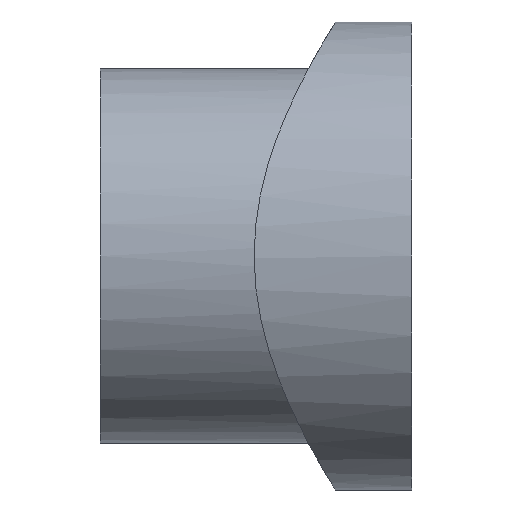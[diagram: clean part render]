
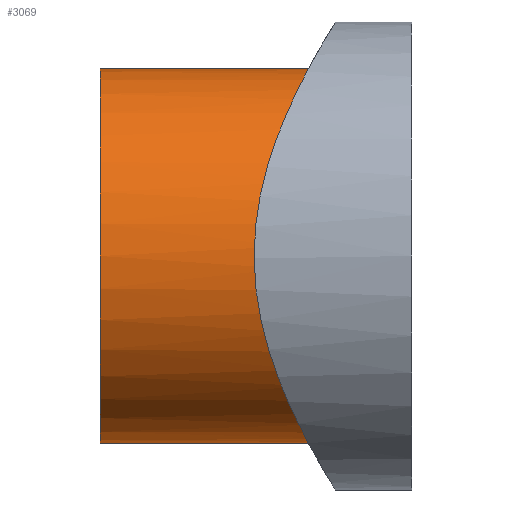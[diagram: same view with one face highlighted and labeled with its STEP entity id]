
A CAD part, left-side view. The second image highlights one B-rep face of the part: STEP entity #3069.
In plain terms, the highlighted cylindrical face has radius 12 mm (diameter 24 mm), a partial arc.
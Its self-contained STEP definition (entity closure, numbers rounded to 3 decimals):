
#112 = CARTESIAN_POINT ( 'NONE',  ( -1.598, 4.95, 11.9 ) ) ;
#212 = CARTESIAN_POINT ( 'NONE',  ( -7.336, 6.039, 9.504 ) ) ;
#269 = CARTESIAN_POINT ( 'NONE',  ( -0.403, 4.9, -12. ) ) ;
#322 = CARTESIAN_POINT ( 'NONE',  ( -6.389, 5.758, -10.165 ) ) ;
#368 = CARTESIAN_POINT ( 'NONE',  ( -3.173, 5.097, -11.6 ) ) ;
#426 = CARTESIAN_POINT ( 'NONE',  ( -9.75, 6.955, -7.006 ) ) ;
#473 = CARTESIAN_POINT ( 'NONE',  ( -10.381, 7.244, -6.032 ) ) ;
#827 = EDGE_CURVE ( 'NONE', #11139, #3585, #7814, .T. ) ;
#1274 = CARTESIAN_POINT ( 'NONE',  ( -6.061, 5.663, 10.386 ) ) ;
#1330 = CARTESIAN_POINT ( 'NONE',  ( -3.159, 5.095, 11.604 ) ) ;
#1429 = CARTESIAN_POINT ( 'NONE',  ( -12.02, 8.104, 0.013 ) ) ;
#1483 = CARTESIAN_POINT ( 'NONE',  ( -11.981, 8.082, -0.781 ) ) ;
#1588 = CARTESIAN_POINT ( 'NONE',  ( -2.005, 4.98, -11.838 ) ) ;
#1719 = EDGE_CURVE ( 'NONE', #11351, #3585, #9004, .T. ) ;
#2504 = CARTESIAN_POINT ( 'NONE',  ( -9.042, 6.649, 7.927 ) ) ;
#2662 = CARTESIAN_POINT ( 'NONE',  ( -11.903, 8.037, -1.576 ) ) ;
#2821 = CIRCLE ( 'NONE', #6698, 12. ) ;
#3061 = EDGE_CURVE ( 'NONE', #13034, #11351, #2821, .T. ) ;
#3069 = ADVANCED_FACE ( 'NONE', ( #7170 ), #8622, .T. ) ;
#3133 = EDGE_LOOP ( 'NONE', ( #13257, #5826, #4022, #9656 ) ) ;
#3326 = CARTESIAN_POINT ( 'NONE',  ( 0., 20., -12. ) ) ;
#3354 = VECTOR ( 'NONE', #3588, 1000. ) ;
#3425 = CARTESIAN_POINT ( 'NONE',  ( 0., 4.9, -12. ) ) ;
#3585 = VERTEX_POINT ( 'NONE', #3425 ) ;
#3588 = DIRECTION ( 'NONE',  ( 0., -1., 0. ) ) ;
#3659 = CARTESIAN_POINT ( 'NONE',  ( -10.178, 7.148, 6.369 ) ) ;
#3711 = CARTESIAN_POINT ( 'NONE',  ( -11.843, 8.003, -1.976 ) ) ;
#3762 = CARTESIAN_POINT ( 'NONE',  ( -9.52, 6.854, -7.316 ) ) ;
#3862 = CARTESIAN_POINT ( 'NONE',  ( -11.9, 8.035, 1.598 ) ) ;
#4022 = ORIENTED_EDGE ( 'NONE', *, *, #1719, .T. ) ;
#4445 = DIRECTION ( 'NONE',  ( 0., 0., -1. ) ) ;
#4636 = CARTESIAN_POINT ( 'NONE',  ( -8.225, 6.342, 8.747 ) ) ;
#4779 = CARTESIAN_POINT ( 'NONE',  ( -1.993, 4.979, 11.84 ) ) ;
#4885 = CARTESIAN_POINT ( 'NONE',  ( -0.806, 4.91, -11.98 ) ) ;
#4937 = CARTESIAN_POINT ( 'NONE',  ( -11.376, 7.744, -3.899 ) ) ;
#4991 = CARTESIAN_POINT ( 'NONE',  ( -1.607, 4.95, -11.899 ) ) ;
#5233 = LINE ( 'NONE', #14911, #10846 ) ;
#5785 = CARTESIAN_POINT ( 'NONE',  ( -11.369, 7.741, 3.918 ) ) ;
#5826 = ORIENTED_EDGE ( 'NONE', *, *, #3061, .T. ) ;
#5984 = CARTESIAN_POINT ( 'NONE',  ( 0., 20., 12. ) ) ;
#6095 = CARTESIAN_POINT ( 'NONE',  ( -7.352, 6.036, -9.516 ) ) ;
#6698 = AXIS2_PLACEMENT_3D ( 'NONE', #12552, #9291, #8172 ) ;
#7134 = CARTESIAN_POINT ( 'NONE',  ( 0., 20., -12. ) ) ;
#7170 = FACE_OUTER_BOUND ( 'NONE', #3133, .T. ) ;
#7209 = CARTESIAN_POINT ( 'NONE',  ( -7.945, 6.237, -9.026 ) ) ;
#7814 = B_SPLINE_CURVE_WITH_KNOTS ( 'NONE', 3,
 ( #14006, #11671, #12940, #112, #4779, #1330, #10408, #8219, #1274, #9386, #212, #9433, #4636, #2504, #10608, #3659, #8324, #9236, #12742, #5785, #9286, #10707, #3862, #8431, #1429, #1483, #2662, #3711, #9489, #4937, #14162, #14317, #473, #8380, #426, #3762, #11927, #9592, #7209, #6095, #322, #10861, #14368, #11822, #10658, #368, #1588, #4991, #4885, #269, #9543 ),
 .UNSPECIFIED., .F., .F.,
 ( 4, 2, 2, 2, 2, 2, 2, 2, 2, 2, 2, 2, 1, 2, 2, 2, 2, 2, 2, 2, 2, 2, 2, 2, 2, 4 ),
 ( 0.038, 0.039, 0.041, 0.043, 0.045, 0.046, 0.048, 0.05, 0.051, 0.052, 0.055, 0.056, 0.057, 0.058, 0.06, 0.062, 0.063, 0.064, 0.066, 0.067, 0.069, 0.07, 0.071, 0.074, 0.075, 0.076 ),
 .UNSPECIFIED. ) ;
#8172 = DIRECTION ( 'NONE',  ( 0., 0., -1. ) ) ;
#8219 = CARTESIAN_POINT ( 'NONE',  ( -5.375, 5.494, 10.758 ) ) ;
#8324 = CARTESIAN_POINT ( 'NONE',  ( -10.381, 7.244, 6.033 ) ) ;
#8380 = CARTESIAN_POINT ( 'NONE',  ( -10.181, 7.15, -6.364 ) ) ;
#8431 = CARTESIAN_POINT ( 'NONE',  ( -11.98, 8.081, 0.806 ) ) ;
#8622 = CYLINDRICAL_SURFACE ( 'NONE', #13698, 12. ) ;
#9004 = LINE ( 'NONE', #7134, #3354 ) ;
#9236 = CARTESIAN_POINT ( 'NONE',  ( -10.751, 7.424, 5.345 ) ) ;
#9286 = CARTESIAN_POINT ( 'NONE',  ( -11.601, 7.868, 3.17 ) ) ;
#9291 = DIRECTION ( 'NONE',  ( 0., -1., 0. ) ) ;
#9386 = CARTESIAN_POINT ( 'NONE',  ( -7.026, 5.942, 9.736 ) ) ;
#9433 = CARTESIAN_POINT ( 'NONE',  ( -7.937, 6.239, 9.009 ) ) ;
#9489 = CARTESIAN_POINT ( 'NONE',  ( -11.607, 7.872, -3.147 ) ) ;
#9543 = CARTESIAN_POINT ( 'NONE',  ( 0., 4.9, -12. ) ) ;
#9592 = CARTESIAN_POINT ( 'NONE',  ( -8.767, 6.545, -8.204 ) ) ;
#9656 = ORIENTED_EDGE ( 'NONE', *, *, #827, .F. ) ;
#10209 = DIRECTION ( 'NONE',  ( 0., -1., 0. ) ) ;
#10408 = CARTESIAN_POINT ( 'NONE',  ( -3.913, 5.208, 11.372 ) ) ;
#10608 = CARTESIAN_POINT ( 'NONE',  ( -9.53, 6.855, 7.334 ) ) ;
#10658 = CARTESIAN_POINT ( 'NONE',  ( -3.923, 5.209, -11.368 ) ) ;
#10707 = CARTESIAN_POINT ( 'NONE',  ( -11.84, 8.001, 1.996 ) ) ;
#10846 = VECTOR ( 'NONE', #10209, 1000. ) ;
#10861 = CARTESIAN_POINT ( 'NONE',  ( -6.055, 5.669, -10.368 ) ) ;
#11139 = VERTEX_POINT ( 'NONE', #12054 ) ;
#11351 = VERTEX_POINT ( 'NONE', #3326 ) ;
#11397 = DIRECTION ( 'NONE',  ( 0., -1., 0. ) ) ;
#11671 = CARTESIAN_POINT ( 'NONE',  ( -0.398, 4.9, 12. ) ) ;
#11822 = CARTESIAN_POINT ( 'NONE',  ( -5.007, 5.422, -10.912 ) ) ;
#11927 = CARTESIAN_POINT ( 'NONE',  ( -9.029, 6.65, -7.914 ) ) ;
#12054 = CARTESIAN_POINT ( 'NONE',  ( 0., 4.9, 12. ) ) ;
#12552 = CARTESIAN_POINT ( 'NONE',  ( 0., 20., 0. ) ) ;
#12742 = CARTESIAN_POINT ( 'NONE',  ( -10.918, 7.508, 4.994 ) ) ;
#12940 = CARTESIAN_POINT ( 'NONE',  ( -0.797, 4.91, 11.98 ) ) ;
#13034 = VERTEX_POINT ( 'NONE', #5984 ) ;
#13257 = ORIENTED_EDGE ( 'NONE', *, *, #14757, .F. ) ;
#13698 = AXIS2_PLACEMENT_3D ( 'NONE', #14832, #11397, #4445 ) ;
#14006 = CARTESIAN_POINT ( 'NONE',  ( 0., 4.9, 12. ) ) ;
#14162 = CARTESIAN_POINT ( 'NONE',  ( -10.922, 7.51, -4.988 ) ) ;
#14317 = CARTESIAN_POINT ( 'NONE',  ( -10.751, 7.424, -5.345 ) ) ;
#14368 = CARTESIAN_POINT ( 'NONE',  ( -5.363, 5.5, -10.742 ) ) ;
#14757 = EDGE_CURVE ( 'NONE', #13034, #11139, #5233, .T. ) ;
#14832 = CARTESIAN_POINT ( 'NONE',  ( 0., 20., 0. ) ) ;
#14911 = CARTESIAN_POINT ( 'NONE',  ( 0., 20., 12. ) ) ;
